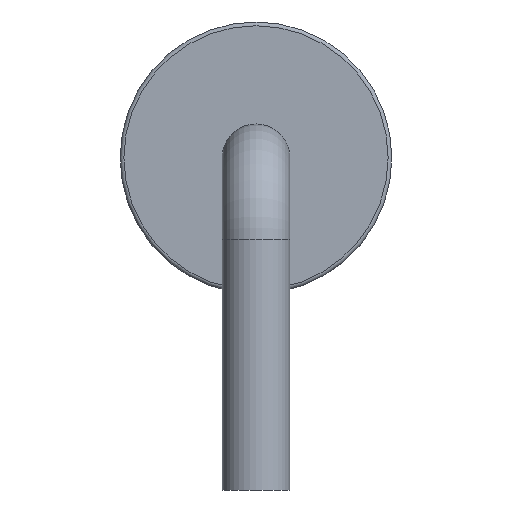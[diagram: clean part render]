
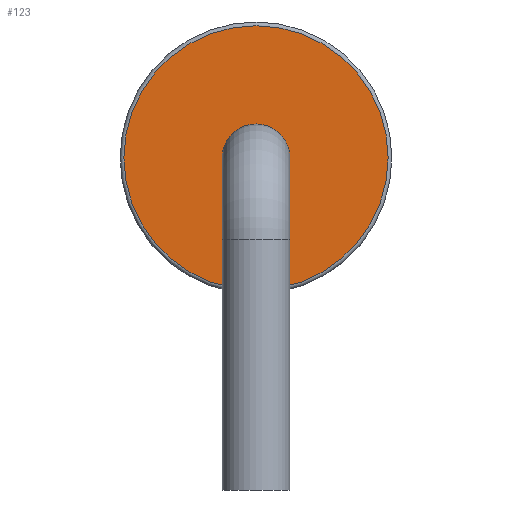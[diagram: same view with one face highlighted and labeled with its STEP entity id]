
A CAD part, left-side view. The second image highlights one B-rep face of the part: STEP entity #123.
In plain terms, the highlighted planar face has unit normal (-1, 0, 0).
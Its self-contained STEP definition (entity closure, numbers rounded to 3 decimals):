
#123=ADVANCED_FACE('',(#265),#267,.T.);
#265=FACE_BOUND('',#266,.T.);
#266=EDGE_LOOP('',(#363));
#267=PLANE('',#268);
#268=AXIS2_PLACEMENT_3D('',#269,#270,#271);
#269=CARTESIAN_POINT('',(-3.8,0.,1.9));
#270=DIRECTION('',(-1.,0.,0.));
#271=DIRECTION('',(0.,0.,-1.));
#363=ORIENTED_EDGE('',*,*,#384,.F.);
#384=EDGE_CURVE('',#401,#401,#402,.T.);
#401=VERTEX_POINT('',#439);
#402=CIRCLE('',#440,1.75);
#439=CARTESIAN_POINT('',(-3.8,0.,0.15));
#440=AXIS2_PLACEMENT_3D('',#441,#442,#443);
#441=CARTESIAN_POINT('',(-3.8,0.,1.9));
#442=DIRECTION('',(1.,-0.,-0.));
#443=DIRECTION('',(0.,0.,-1.));
